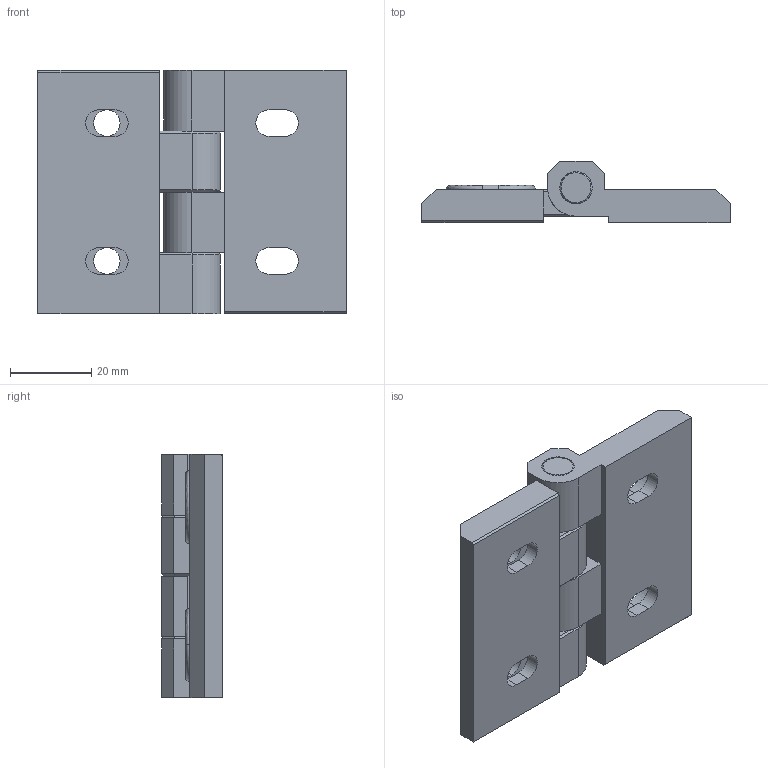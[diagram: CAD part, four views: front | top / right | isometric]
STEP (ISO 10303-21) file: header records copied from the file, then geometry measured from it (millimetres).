
FILE_DESCRIPTION (( 'STEP AP214' ), '1' );
FILE_NAME ('7228755', '2019-02-04T10:04:47', ( '' ), ('JUGARD+KÜNSTNER GmbH'), 'SwSTEP 2.0', 'SolidWorks 2017', '' );
FILE_SCHEMA (( 'AUTOMOTIVE_DESIGN' ));
Length unit declared in the file: millimetre
Products named in the file (5): 7228755_CNAJF00; Kopie von F1-0,3^7228755; Kopie von Schnitt-Linear austragen3^7228755; Kopie von Scharnier_2^7228755; Kopie von F6-0,5^7228755
Assembly tree (5 placements, depth 2):
  7228755_CNAJF00
    Kopie von Scharnier_2^7228755
    Kopie von F6-0,5^7228755
    Kopie von F1-0,3^7228755
    Kopie von Schnitt-Linear austragen3^7228755  x2
Bounding box: 76 x 15 x 60 mm (x, y, z)
Volume: 35557.7 mm3; surface area: 18635.1 mm2
Topology: 5 solids, 5 shells, 172 faces, 431 edges, 275 vertices
Faces by surface type: plane 99, cylinder 50, cone 17, bspline 6
Entity records: 4890 total; most frequent: CARTESIAN_POINT 859, DIRECTION 814, ORIENTED_EDGE 784, EDGE_CURVE 392, VECTOR 282, LINE 282, AXIS2_PLACEMENT_3D 266, VERTEX_POINT 251
